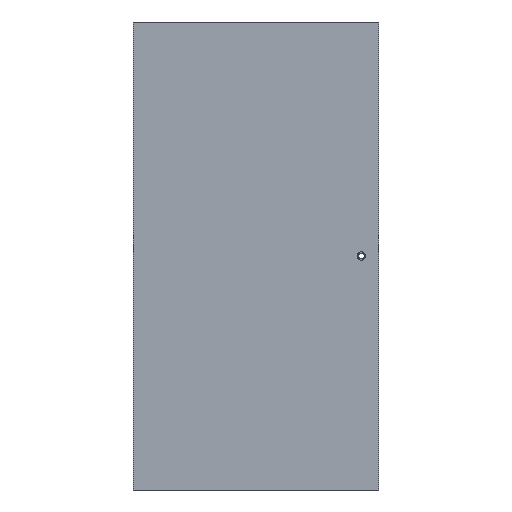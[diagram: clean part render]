
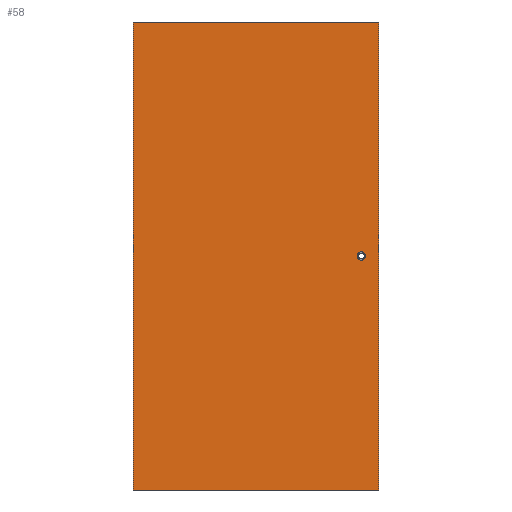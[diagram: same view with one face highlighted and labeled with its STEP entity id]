
A CAD part, left-side view. The second image highlights one B-rep face of the part: STEP entity #58.
In plain terms, the highlighted planar face has unit normal (-1, 0, 0).
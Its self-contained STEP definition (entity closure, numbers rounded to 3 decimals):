
#26 = AXIS2_PLACEMENT_3D ( 'NONE', #1041, #1017, #1055 ) ;
#58 = ADVANCED_FACE ( 'NONE', ( #772, #778 ), #1062, .F. ) ;
#208 = VERTEX_POINT ( 'NONE', #1654 ) ;
#209 = VERTEX_POINT ( 'NONE', #1655 ) ;
#216 = VERTEX_POINT ( 'NONE', #1662 ) ;
#224 = VERTEX_POINT ( 'NONE', #1670 ) ;
#449 = CARTESIAN_POINT ( 'NONE',  ( 0., 11.5, -199. ) ) ;
#483 = EDGE_CURVE ( 'NONE', #224, #208, #935, .T. ) ;
#489 = EDGE_CURVE ( 'NONE', #645, #645, #954, .T. ) ;
#490 = EDGE_CURVE ( 'NONE', #208, #216, #957, .T. ) ;
#491 = EDGE_CURVE ( 'NONE', #209, #216, #956, .T. ) ;
#492 = EDGE_CURVE ( 'NONE', #224, #209, #946, .T. ) ;
#645 = VERTEX_POINT ( 'NONE', #449 ) ;
#691 = EDGE_LOOP ( 'NONE', ( #1215, #1197, #1196, #1194 ) ) ;
#692 = EDGE_LOOP ( 'NONE', ( #1221 ) ) ;
#772 = FACE_BOUND ( 'NONE', #692, .T. ) ;
#778 = FACE_OUTER_BOUND ( 'NONE', #691, .T. ) ;
#935 = LINE ( 'NONE', #1737, #943 ) ;
#943 = VECTOR ( 'NONE', #1749, 1000. ) ;
#946 = LINE ( 'NONE', #1764, #962 ) ;
#954 = CIRCLE ( 'NONE', #1008, 3.5 ) ;
#956 = LINE ( 'NONE', #1751, #958 ) ;
#957 = LINE ( 'NONE', #1748, #959 ) ;
#958 = VECTOR ( 'NONE', #1766, 1000. ) ;
#959 = VECTOR ( 'NONE', #1763, 1000. ) ;
#962 = VECTOR ( 'NONE', #1767, 1000. ) ;
#1008 = AXIS2_PLACEMENT_3D ( 'NONE', #1760, #1761, #1762 ) ;
#1017 = DIRECTION ( 'NONE',  ( 1., 0., 0. ) ) ;
#1041 = CARTESIAN_POINT ( 'NONE',  ( 0., 210., 1. ) ) ;
#1055 = DIRECTION ( 'NONE',  ( 0., 1., 0. ) ) ;
#1062 = PLANE ( 'NONE',  #26 ) ;
#1194 = ORIENTED_EDGE ( 'NONE', *, *, #492, .F. ) ;
#1196 = ORIENTED_EDGE ( 'NONE', *, *, #491, .F. ) ;
#1197 = ORIENTED_EDGE ( 'NONE', *, *, #490, .T. ) ;
#1215 = ORIENTED_EDGE ( 'NONE', *, *, #483, .T. ) ;
#1221 = ORIENTED_EDGE ( 'NONE', *, *, #489, .F. ) ;
#1654 = CARTESIAN_POINT ( 'NONE',  ( 0., 210., -399. ) ) ;
#1655 = CARTESIAN_POINT ( 'NONE',  ( 0., 0., 1. ) ) ;
#1662 = CARTESIAN_POINT ( 'NONE',  ( 0., 0., -399. ) ) ;
#1670 = CARTESIAN_POINT ( 'NONE',  ( 0., 210., 1. ) ) ;
#1737 = CARTESIAN_POINT ( 'NONE',  ( 0., 210., 1. ) ) ;
#1748 = CARTESIAN_POINT ( 'NONE',  ( 0., 210., -399. ) ) ;
#1749 = DIRECTION ( 'NONE',  ( 0., 0., -1. ) ) ;
#1751 = CARTESIAN_POINT ( 'NONE',  ( 0., 0., 1. ) ) ;
#1760 = CARTESIAN_POINT ( 'NONE',  ( 0., 15., -199. ) ) ;
#1761 = DIRECTION ( 'NONE',  ( -1., 0., 0. ) ) ;
#1762 = DIRECTION ( 'NONE',  ( 0., -1., 0. ) ) ;
#1763 = DIRECTION ( 'NONE',  ( 0., -1., 0. ) ) ;
#1764 = CARTESIAN_POINT ( 'NONE',  ( 0., 210., 1. ) ) ;
#1766 = DIRECTION ( 'NONE',  ( 0., 0., -1. ) ) ;
#1767 = DIRECTION ( 'NONE',  ( 0., -1., 0. ) ) ;
